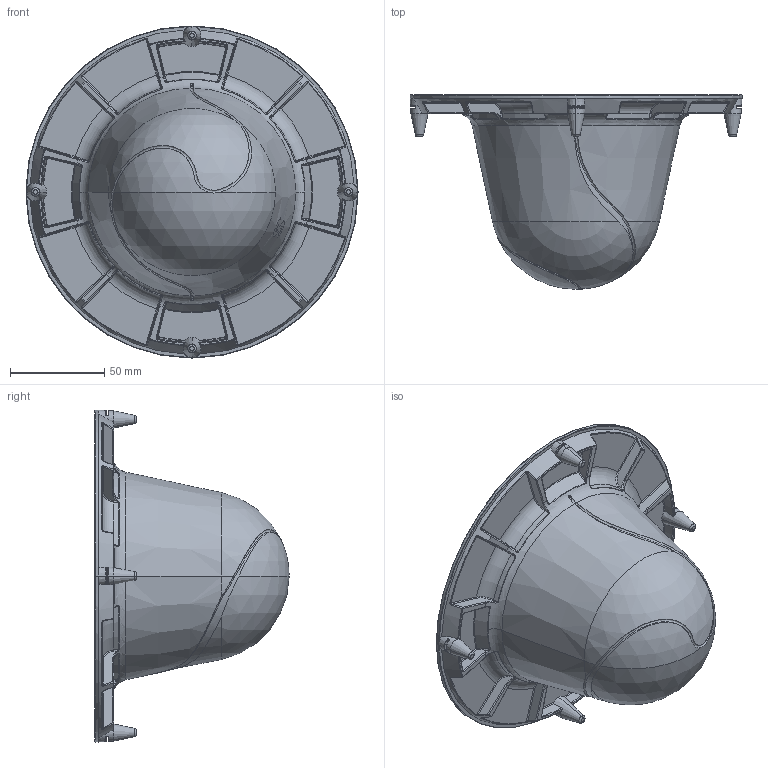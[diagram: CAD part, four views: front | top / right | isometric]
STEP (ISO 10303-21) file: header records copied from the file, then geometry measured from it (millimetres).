
FILE_DESCRIPTION (( 'STEP AP214' ), '1' );
FILE_NAME ('XMSGP030A10.01-006 outer S after cut.STEP', '2017-06-15T21:27:03', ( '' ), ( '' ), 'SwSTEP 2.0', 'SolidWorks 2016', '' );
FILE_SCHEMA (( 'AUTOMOTIVE_DESIGN' ));
Length unit declared in the file: millimetre
Products named in the file (1): XMSGP030A10.01-006 outer S after cut
Bounding box: 176 x 103 x 176 mm (x, y, z)
Volume: 159389.7 mm3; surface area: 96218.9 mm2
Topology: 1 solids, 1 shells, 509 faces, 1238 edges, 691 vertices
Faces by surface type: bspline 183, torus 94, plane 73, cylinder 72, cone 48, sphere 39
Entity records: 29931 total; most frequent: CARTESIAN_POINT 19507, ORIENTED_EDGE 2396, DIRECTION 1968, EDGE_CURVE 1198, AXIS2_PLACEMENT_3D 909, VERTEX_POINT 691, CIRCLE 582, EDGE_LOOP 515
